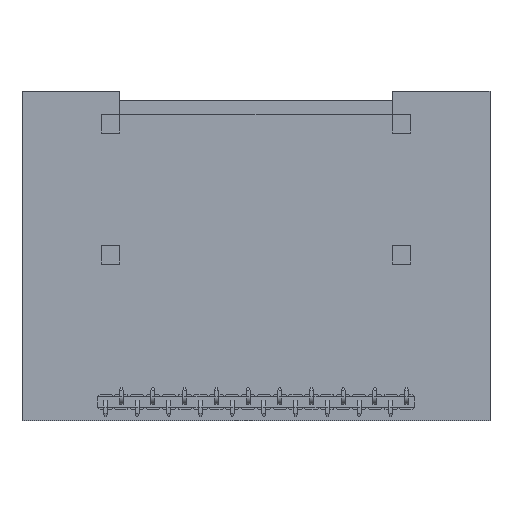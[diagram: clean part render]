
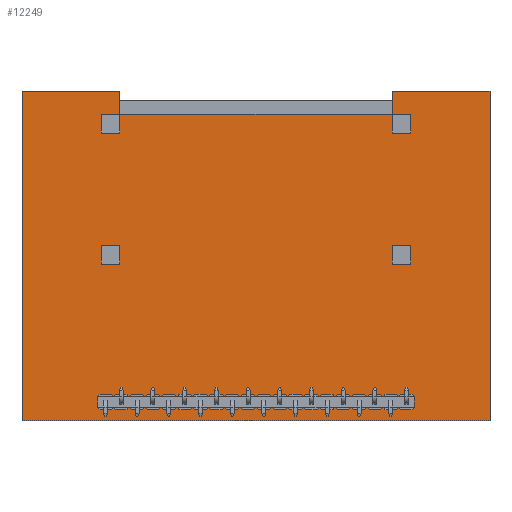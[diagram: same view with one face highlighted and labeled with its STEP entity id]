
A CAD part, front view. The second image highlights one B-rep face of the part: STEP entity #12249.
In plain terms, the highlighted planar face has unit normal (0, -1, 0).
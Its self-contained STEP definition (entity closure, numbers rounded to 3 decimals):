
#169=FACE_BOUND('',#949,.T.);
#170=FACE_BOUND('',#950,.T.);
#222=FACE_OUTER_BOUND('',#948,.T.);
#948=EDGE_LOOP('',(#8030,#8031,#8032,#8033,#8034,#8035,#8036,#8037,#8038,
#8039,#8040,#8041,#8042,#8043,#8044,#8045));
#949=EDGE_LOOP('',(#8046,#8047,#8048,#8049));
#950=EDGE_LOOP('',(#8050,#8051,#8052,#8053));
#1707=LINE('',#17154,#3402);
#1711=LINE('',#17162,#3406);
#1714=LINE('',#17168,#3409);
#1717=LINE('',#17173,#3412);
#1719=LINE('',#17179,#3414);
#1723=LINE('',#17187,#3418);
#1726=LINE('',#17193,#3421);
#1729=LINE('',#17198,#3424);
#1731=LINE('',#17204,#3426);
#1732=LINE('',#17206,#3427);
#1733=LINE('',#17208,#3428);
#1734=LINE('',#17210,#3429);
#1735=LINE('',#17212,#3430);
#1736=LINE('',#17213,#3431);
#1737=LINE('',#17214,#3432);
#1738=LINE('',#17216,#3433);
#1739=LINE('',#17218,#3434);
#1740=LINE('',#17220,#3435);
#1741=LINE('',#17222,#3436);
#1742=LINE('',#17223,#3437);
#1743=LINE('',#17226,#3438);
#1744=LINE('',#17228,#3439);
#1745=LINE('',#17230,#3440);
#1746=LINE('',#17231,#3441);
#3402=VECTOR('',#13818,10.);
#3406=VECTOR('',#13824,10.);
#3409=VECTOR('',#13829,10.);
#3412=VECTOR('',#13834,10.);
#3414=VECTOR('',#13840,10.);
#3418=VECTOR('',#13846,10.);
#3421=VECTOR('',#13851,10.);
#3424=VECTOR('',#13856,10.);
#3426=VECTOR('',#13862,10.);
#3427=VECTOR('',#13863,10.);
#3428=VECTOR('',#13864,10.);
#3429=VECTOR('',#13865,10.);
#3430=VECTOR('',#13866,10.);
#3431=VECTOR('',#13867,10.);
#3432=VECTOR('',#13868,10.);
#3433=VECTOR('',#13869,10.);
#3434=VECTOR('',#13870,10.);
#3435=VECTOR('',#13871,10.);
#3436=VECTOR('',#13872,10.);
#3437=VECTOR('',#13873,10.);
#3438=VECTOR('',#13874,10.);
#3439=VECTOR('',#13875,10.);
#3440=VECTOR('',#13876,10.);
#3441=VECTOR('',#13877,10.);
#5097=VERTEX_POINT('',#17152);
#5098=VERTEX_POINT('',#17153);
#5101=VERTEX_POINT('',#17161);
#5103=VERTEX_POINT('',#17167);
#5105=VERTEX_POINT('',#17177);
#5106=VERTEX_POINT('',#17178);
#5109=VERTEX_POINT('',#17186);
#5111=VERTEX_POINT('',#17192);
#5113=VERTEX_POINT('',#17202);
#5114=VERTEX_POINT('',#17203);
#5115=VERTEX_POINT('',#17205);
#5116=VERTEX_POINT('',#17207);
#5117=VERTEX_POINT('',#17209);
#5118=VERTEX_POINT('',#17211);
#5119=VERTEX_POINT('',#17215);
#5120=VERTEX_POINT('',#17217);
#5121=VERTEX_POINT('',#17219);
#5122=VERTEX_POINT('',#17221);
#5123=VERTEX_POINT('',#17224);
#5124=VERTEX_POINT('',#17225);
#5125=VERTEX_POINT('',#17227);
#5126=VERTEX_POINT('',#17229);
#6205=EDGE_CURVE('',#5097,#5098,#1707,.T.);
#6209=EDGE_CURVE('',#5098,#5101,#1711,.T.);
#6212=EDGE_CURVE('',#5101,#5103,#1714,.T.);
#6215=EDGE_CURVE('',#5103,#5097,#1717,.T.);
#6217=EDGE_CURVE('',#5105,#5106,#1719,.T.);
#6221=EDGE_CURVE('',#5106,#5109,#1723,.T.);
#6224=EDGE_CURVE('',#5109,#5111,#1726,.T.);
#6227=EDGE_CURVE('',#5111,#5105,#1729,.T.);
#6229=EDGE_CURVE('',#5113,#5114,#1731,.T.);
#6230=EDGE_CURVE('',#5113,#5115,#1732,.T.);
#6231=EDGE_CURVE('',#5115,#5116,#1733,.T.);
#6232=EDGE_CURVE('',#5116,#5117,#1734,.T.);
#6233=EDGE_CURVE('',#5117,#5118,#1735,.T.);
#6234=EDGE_CURVE('',#5118,#5115,#1736,.T.);
#6235=EDGE_CURVE('',#5115,#5111,#1737,.T.);
#6236=EDGE_CURVE('',#5111,#5119,#1738,.T.);
#6237=EDGE_CURVE('',#5120,#5119,#1739,.T.);
#6238=EDGE_CURVE('',#5121,#5120,#1740,.T.);
#6239=EDGE_CURVE('',#5122,#5121,#1741,.T.);
#6240=EDGE_CURVE('',#5114,#5122,#1742,.T.);
#6241=EDGE_CURVE('',#5123,#5124,#1743,.T.);
#6242=EDGE_CURVE('',#5124,#5125,#1744,.T.);
#6243=EDGE_CURVE('',#5125,#5126,#1745,.T.);
#6244=EDGE_CURVE('',#5126,#5123,#1746,.T.);
#8030=ORIENTED_EDGE('',*,*,#6229,.F.);
#8031=ORIENTED_EDGE('',*,*,#6230,.T.);
#8032=ORIENTED_EDGE('',*,*,#6231,.T.);
#8033=ORIENTED_EDGE('',*,*,#6232,.T.);
#8034=ORIENTED_EDGE('',*,*,#6233,.T.);
#8035=ORIENTED_EDGE('',*,*,#6234,.T.);
#8036=ORIENTED_EDGE('',*,*,#6235,.T.);
#8037=ORIENTED_EDGE('',*,*,#6227,.T.);
#8038=ORIENTED_EDGE('',*,*,#6217,.T.);
#8039=ORIENTED_EDGE('',*,*,#6221,.T.);
#8040=ORIENTED_EDGE('',*,*,#6224,.T.);
#8041=ORIENTED_EDGE('',*,*,#6236,.T.);
#8042=ORIENTED_EDGE('',*,*,#6237,.F.);
#8043=ORIENTED_EDGE('',*,*,#6238,.F.);
#8044=ORIENTED_EDGE('',*,*,#6239,.F.);
#8045=ORIENTED_EDGE('',*,*,#6240,.F.);
#8046=ORIENTED_EDGE('',*,*,#6205,.T.);
#8047=ORIENTED_EDGE('',*,*,#6209,.T.);
#8048=ORIENTED_EDGE('',*,*,#6212,.T.);
#8049=ORIENTED_EDGE('',*,*,#6215,.T.);
#8050=ORIENTED_EDGE('',*,*,#6241,.T.);
#8051=ORIENTED_EDGE('',*,*,#6242,.T.);
#8052=ORIENTED_EDGE('',*,*,#6243,.T.);
#8053=ORIENTED_EDGE('',*,*,#6244,.T.);
#11570=PLANE('',#13003);
#12249=ADVANCED_FACE('',(#222,#169,#170),#11570,.F.);
#13003=AXIS2_PLACEMENT_3D('',#17201,#13860,#13861);
#13818=DIRECTION('',(0.,0.,-1.));
#13824=DIRECTION('',(-1.,0.,0.));
#13829=DIRECTION('',(0.,0.,1.));
#13834=DIRECTION('',(1.,0.,0.));
#13840=DIRECTION('',(1.,0.,0.));
#13846=DIRECTION('',(0.,0.,-1.));
#13851=DIRECTION('',(-1.,0.,0.));
#13856=DIRECTION('',(0.,0.,1.));
#13860=DIRECTION('center_axis',(0.,1.,0.));
#13861=DIRECTION('ref_axis',(1.,0.,0.));
#13862=DIRECTION('',(-1.,0.,0.));
#13863=DIRECTION('',(0.,0.,1.));
#13864=DIRECTION('',(-1.,0.,0.));
#13865=DIRECTION('',(0.,0.,1.));
#13866=DIRECTION('',(1.,0.,0.));
#13867=DIRECTION('',(0.,0.,-1.));
#13868=DIRECTION('',(1.,0.,0.));
#13869=DIRECTION('',(0.,0.,-1.));
#13870=DIRECTION('',(-1.,0.,0.));
#13871=DIRECTION('',(0.,0.,-1.));
#13872=DIRECTION('',(1.,0.,0.));
#13873=DIRECTION('',(0.,0.,1.));
#13874=DIRECTION('',(0.,0.,-1.));
#13875=DIRECTION('',(-1.,0.,0.));
#13876=DIRECTION('',(0.,0.,1.));
#13877=DIRECTION('',(1.,0.,0.));
#17152=CARTESIAN_POINT('',(18.608,0.,78.355));
#17153=CARTESIAN_POINT('',(18.608,0.,75.355));
#17154=CARTESIAN_POINT('',(18.608,0.,76.205));
#17161=CARTESIAN_POINT('',(15.608,0.,75.355));
#17162=CARTESIAN_POINT('',(28.008,0.,75.355));
#17167=CARTESIAN_POINT('',(15.608,0.,78.355));
#17168=CARTESIAN_POINT('',(15.608,0.,77.705));
#17173=CARTESIAN_POINT('',(29.508,0.,78.355));
#17177=CARTESIAN_POINT('',(62.208,0.,57.355));
#17178=CARTESIAN_POINT('',(65.208,0.,57.355));
#17179=CARTESIAN_POINT('',(52.808,0.,57.355));
#17186=CARTESIAN_POINT('',(65.208,0.,54.355));
#17187=CARTESIAN_POINT('',(65.208,0.,65.705));
#17192=CARTESIAN_POINT('',(62.208,0.,54.355));
#17193=CARTESIAN_POINT('',(51.308,0.,54.355));
#17198=CARTESIAN_POINT('',(62.208,0.,67.205));
#17201=CARTESIAN_POINT('Origin',(40.408,0.,77.055));
#17202=CARTESIAN_POINT('',(18.608,0.,50.655));
#17203=CARTESIAN_POINT('',(2.908,0.,50.655));
#17204=CARTESIAN_POINT('',(77.908,0.,50.655));
#17205=CARTESIAN_POINT('',(18.608,0.,54.355));
#17206=CARTESIAN_POINT('',(18.608,0.,50.655));
#17207=CARTESIAN_POINT('',(15.608,0.,54.355));
#17208=CARTESIAN_POINT('',(28.008,0.,54.355));
#17209=CARTESIAN_POINT('',(15.608,0.,57.355));
#17210=CARTESIAN_POINT('',(15.608,0.,67.205));
#17211=CARTESIAN_POINT('',(18.608,0.,57.355));
#17212=CARTESIAN_POINT('',(29.508,0.,57.355));
#17213=CARTESIAN_POINT('',(18.608,0.,65.705));
#17214=CARTESIAN_POINT('',(18.608,0.,54.355));
#17215=CARTESIAN_POINT('',(62.208,0.,50.655));
#17216=CARTESIAN_POINT('',(62.208,0.,54.355));
#17217=CARTESIAN_POINT('',(77.908,0.,50.655));
#17218=CARTESIAN_POINT('',(77.908,0.,50.655));
#17219=CARTESIAN_POINT('',(77.908,0.,103.455));
#17220=CARTESIAN_POINT('',(77.908,0.,103.455));
#17221=CARTESIAN_POINT('',(2.908,0.,103.455));
#17222=CARTESIAN_POINT('',(2.908,0.,103.455));
#17223=CARTESIAN_POINT('',(2.908,0.,50.655));
#17224=CARTESIAN_POINT('',(65.208,0.,78.355));
#17225=CARTESIAN_POINT('',(65.208,0.,75.355));
#17226=CARTESIAN_POINT('',(65.208,0.,76.205));
#17227=CARTESIAN_POINT('',(62.208,0.,75.355));
#17228=CARTESIAN_POINT('',(51.308,0.,75.355));
#17229=CARTESIAN_POINT('',(62.208,0.,78.355));
#17230=CARTESIAN_POINT('',(62.208,0.,77.705));
#17231=CARTESIAN_POINT('',(52.808,0.,78.355));
